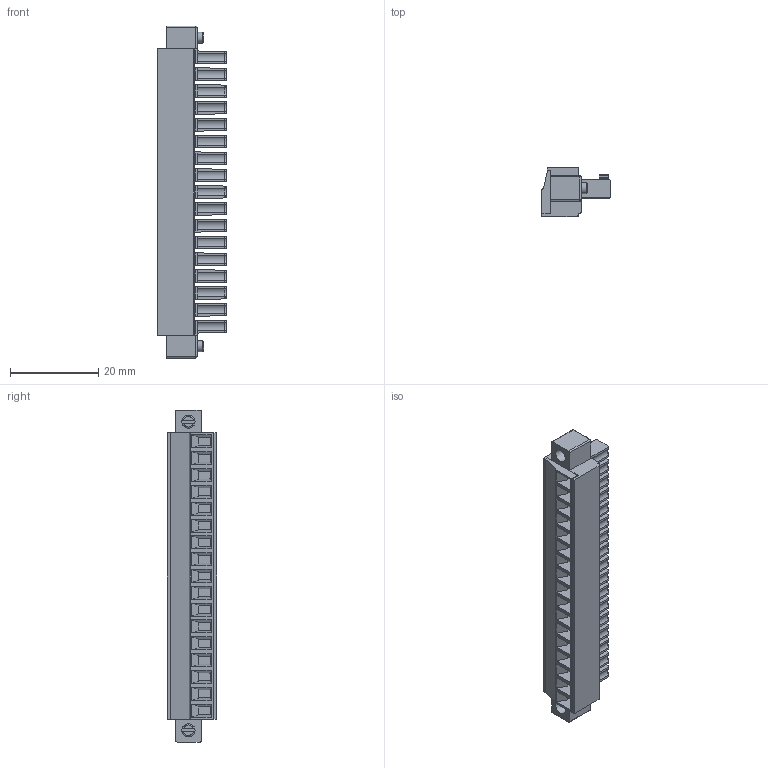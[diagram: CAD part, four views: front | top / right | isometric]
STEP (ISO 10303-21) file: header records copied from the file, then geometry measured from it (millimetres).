
FILE_DESCRIPTION(('STEP AP214'),'1');
FILE_NAME('SH17-3,81-K.stp','2018-11-19T10:12:10',(' '),(' '),'Spatial InterOp 3D',' ',' ');
FILE_SCHEMA(('AUTOMOTIVE_DESIGN { 1 0 10303 214 1 1 1 1 }'));
Length unit declared in the file: metre
Products named in the file (1): 1
Bounding box: 15.5 x 11.1 x 75.17 mm (x, y, z)
Volume: 6439.8 mm3; surface area: 7120.4 mm2
Topology: 1 solids, 1 shells, 1342 faces, 3540 edges, 2249 vertices
Faces by surface type: plane 891, cylinder 305, torus 55, cone 53, sphere 38
Full cylindrical faces by diameter (mm): 1.2 x17, 2.5 x2, 2.8 x17, 3 x19
Entity records: 51198 total; most frequent: CARTESIAN_POINT 8005, ORIENTED_EDGE 6676, DIRECTION 6600, EDGE_CURVE 3338, LINE 2466, VECTOR 2466, VERTEX_POINT 2193, AXIS2_PLACEMENT_3D 2067
